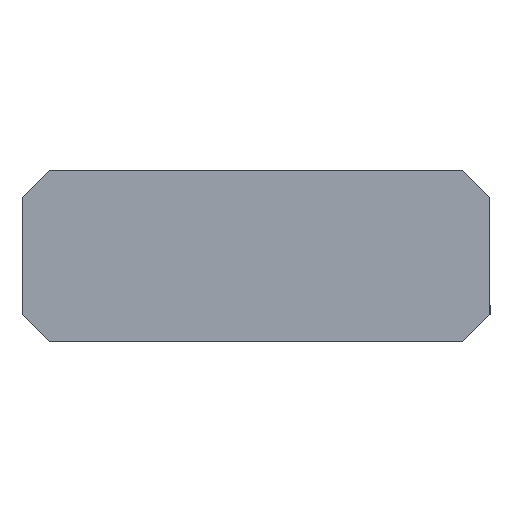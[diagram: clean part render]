
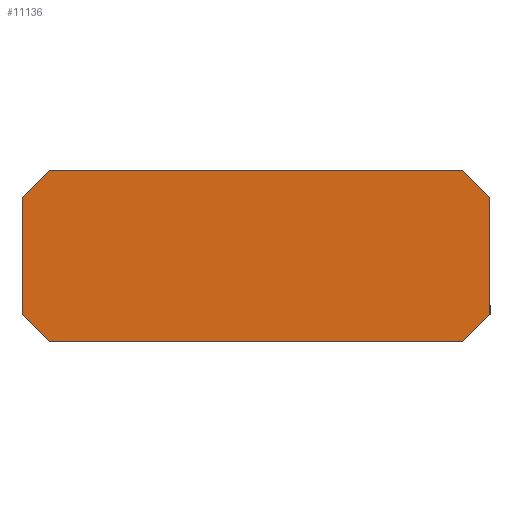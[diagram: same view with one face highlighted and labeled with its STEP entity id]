
A CAD part, front view. The second image highlights one B-rep face of the part: STEP entity #11136.
In plain terms, the highlighted planar face has unit normal (0, -1, 0).
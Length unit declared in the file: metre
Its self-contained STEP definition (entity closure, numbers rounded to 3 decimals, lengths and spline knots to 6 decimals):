
#3960=ORIENTED_EDGE('',*,*,#5556,.T.);
#3961=ORIENTED_EDGE('',*,*,#5557,.T.);
#3962=ORIENTED_EDGE('',*,*,#5558,.T.);
#3963=ORIENTED_EDGE('',*,*,#5559,.T.);
#3964=ORIENTED_EDGE('',*,*,#5560,.F.);
#3965=ORIENTED_EDGE('',*,*,#5554,.F.);
#3966=ORIENTED_EDGE('',*,*,#5561,.F.);
#3967=ORIENTED_EDGE('',*,*,#5562,.F.);
#5554=EDGE_CURVE('',#6563,#6564,#7471,.T.);
#5556=EDGE_CURVE('',#6565,#6566,#7473,.T.);
#5557=EDGE_CURVE('',#6566,#6567,#7474,.T.);
#5558=EDGE_CURVE('',#6567,#6568,#7475,.T.);
#5559=EDGE_CURVE('',#6568,#6569,#7476,.T.);
#5560=EDGE_CURVE('',#6564,#6569,#7477,.T.);
#5561=EDGE_CURVE('',#6570,#6563,#7478,.T.);
#5562=EDGE_CURVE('',#6565,#6570,#7479,.T.);
#6563=VERTEX_POINT('',#19101);
#6564=VERTEX_POINT('',#19103);
#6565=VERTEX_POINT('',#19107);
#6566=VERTEX_POINT('',#19108);
#6567=VERTEX_POINT('',#19110);
#6568=VERTEX_POINT('',#19112);
#6569=VERTEX_POINT('',#19114);
#6570=VERTEX_POINT('',#19117);
#7471=LINE('',#19102,#8391);
#7473=LINE('',#19106,#8393);
#7474=LINE('',#19109,#8394);
#7475=LINE('',#19111,#8395);
#7476=LINE('',#19113,#8396);
#7477=LINE('',#19115,#8397);
#7478=LINE('',#19116,#8398);
#7479=LINE('',#19118,#8399);
#8391=VECTOR('',#15910,1.);
#8393=VECTOR('',#15914,1.);
#8394=VECTOR('',#15915,1.);
#8395=VECTOR('',#15916,1.);
#8396=VECTOR('',#15917,1.);
#8397=VECTOR('',#15918,1.);
#8398=VECTOR('',#15919,1.);
#8399=VECTOR('',#15920,1.);
#9282=EDGE_LOOP('',(#3960,#3961,#3962,#3963,#3964,#3965,#3966,#3967));
#10149=FACE_BOUND('',#9282,.T.);
#10470=PLANE('',#12488);
#11136=ADVANCED_FACE('',(#10149),#10470,.T.);
#12488=AXIS2_PLACEMENT_3D('',#19105,#15912,#15913);
#15910=DIRECTION('',(1.,0.,0.));
#15912=DIRECTION('',(0.,-1.,0.));
#15913=DIRECTION('',(0.,0.,-1.));
#15914=DIRECTION('',(0.707,0.,-0.707));
#15915=DIRECTION('',(1.,0.,0.));
#15916=DIRECTION('',(0.707,0.,0.707));
#15917=DIRECTION('',(0.,0.,1.));
#15918=DIRECTION('',(0.707,0.,-0.707));
#15919=DIRECTION('',(0.707,0.,0.707));
#15920=DIRECTION('',(0.,0.,1.));
#19101=CARTESIAN_POINT('',(-0.084828,-0.077,0.0529));
#19102=CARTESIAN_POINT('',(0.032716,-0.077,0.0529));
#19103=CARTESIAN_POINT('',(0.042828,-0.077,0.0529));
#19105=CARTESIAN_POINT('',(0.025348,-0.077,0.0352));
#19106=CARTESIAN_POINT('',(-0.089012,-0.077,0.004184));
#19107=CARTESIAN_POINT('',(-0.093196,-0.077,0.008368));
#19108=CARTESIAN_POINT('',(-0.084828,-0.077,0.));
#19109=CARTESIAN_POINT('',(-0.060036,-0.077,0.));
#19110=CARTESIAN_POINT('',(0.042828,-0.077,0.));
#19111=CARTESIAN_POINT('',(0.051688,-0.077,0.00886));
#19112=CARTESIAN_POINT('',(0.051196,-0.077,0.008368));
#19113=CARTESIAN_POINT('',(0.051196,-0.077,0.021668));
#19114=CARTESIAN_POINT('',(0.051196,-0.077,0.044532));
#19115=CARTESIAN_POINT('',(0.042828,-0.077,0.0529));
#19116=CARTESIAN_POINT('',(-0.062214,-0.077,0.075514));
#19117=CARTESIAN_POINT('',(-0.093196,-0.077,0.044532));
#19118=CARTESIAN_POINT('',(-0.093196,-0.077,0.0529));
